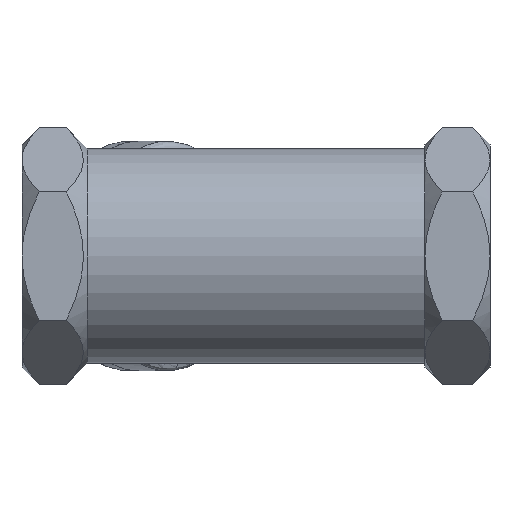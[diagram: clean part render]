
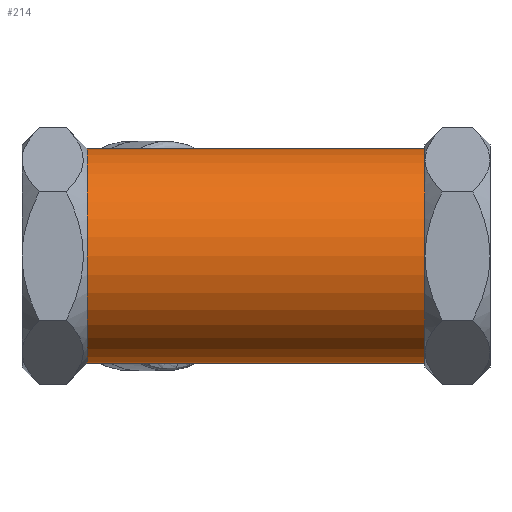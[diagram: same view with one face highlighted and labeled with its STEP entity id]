
A CAD part, front view. The second image highlights one B-rep face of the part: STEP entity #214.
In plain terms, the highlighted cylindrical face has radius 22.75 mm (diameter 45.5 mm), a partial arc.
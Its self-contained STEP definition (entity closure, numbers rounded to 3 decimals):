
#194 = VERTEX_POINT ( 'NONE', #1333 ) ;
#197 = VERTEX_POINT ( 'NONE', #1331 ) ;
#198 = EDGE_CURVE ( 'NONE', #197, #3905, #1354, .T. ) ;
#201 = EDGE_CURVE ( 'NONE', #197, #194, #1350, .T. ) ;
#212 = EDGE_CURVE ( 'NONE', #3905, #3899, #1420, .T. ) ;
#214 = ADVANCED_FACE ( 'NONE', ( #1412 ), #1410, .T. ) ;
#215 = EDGE_CURVE ( 'NONE', #3949, #275, #1405, .T. ) ;
#216 = ORIENTED_EDGE ( 'NONE', *, *, #201, .F. ) ;
#218 = ORIENTED_EDGE ( 'NONE', *, *, #212, .T. ) ;
#225 = EDGE_LOOP ( 'NONE', ( #216, #358, #218, #226, #227, #359 ) ) ;
#226 = ORIENTED_EDGE ( 'NONE', *, *, #357, .T. ) ;
#227 = ORIENTED_EDGE ( 'NONE', *, *, #215, .F. ) ;
#275 = VERTEX_POINT ( 'NONE', #1581 ) ;
#357 = EDGE_CURVE ( 'NONE', #3899, #275, #1773, .T. ) ;
#358 = ORIENTED_EDGE ( 'NONE', *, *, #198, .T. ) ;
#359 = ORIENTED_EDGE ( 'NONE', *, *, #3937, .F. ) ;
#1330 = CARTESIAN_POINT ( 'NONE',  ( -52.33, 0., 0. ) ) ;
#1331 = CARTESIAN_POINT ( 'NONE',  ( -52.33, 0., 22.75 ) ) ;
#1333 = CARTESIAN_POINT ( 'NONE',  ( 0., 0., 22.75 ) ) ;
#1347 = DIRECTION ( 'NONE',  ( 1., 0., 0. ) ) ;
#1348 = VECTOR ( 'NONE', #1347, 1000. ) ;
#1349 = CARTESIAN_POINT ( 'NONE',  ( -52.33, 0., 22.75 ) ) ;
#1350 = LINE ( 'NONE', #1349, #1348 ) ;
#1351 = DIRECTION ( 'NONE',  ( 0., 0., -1. ) ) ;
#1352 = DIRECTION ( 'NONE',  ( 1., 0., 0. ) ) ;
#1353 = AXIS2_PLACEMENT_3D ( 'NONE', #1330, #1352, #1351 ) ;
#1354 = CIRCLE ( 'NONE', #1353, 22.75 ) ;
#1402 = DIRECTION ( 'NONE',  ( 0., 0., -1. ) ) ;
#1403 = DIRECTION ( 'NONE',  ( 1., 0., 0. ) ) ;
#1404 = AXIS2_PLACEMENT_3D ( 'NONE', #1411, #1403, #1402 ) ;
#1405 = CIRCLE ( 'NONE', #1404, 22.75 ) ;
#1406 = DIRECTION ( 'NONE',  ( 0., 0., -1. ) ) ;
#1407 = DIRECTION ( 'NONE',  ( 1., 0., 0. ) ) ;
#1408 = CARTESIAN_POINT ( 'NONE',  ( -52.33, 0., 0. ) ) ;
#1409 = AXIS2_PLACEMENT_3D ( 'NONE', #1408, #1407, #1406 ) ;
#1410 = CYLINDRICAL_SURFACE ( 'NONE', #1409, 22.75 ) ;
#1411 = CARTESIAN_POINT ( 'NONE',  ( 19.17, 0., 0. ) ) ;
#1412 = FACE_OUTER_BOUND ( 'NONE', #225, .T. ) ;
#1413 = DIRECTION ( 'NONE',  ( 1., 0., 0. ) ) ;
#1414 = VECTOR ( 'NONE', #1413, 1000. ) ;
#1415 = CARTESIAN_POINT ( 'NONE',  ( -52.33, 0., -22.75 ) ) ;
#1420 = LINE ( 'NONE', #1415, #1414 ) ;
#1581 = CARTESIAN_POINT ( 'NONE',  ( 19.17, 0., -22.75 ) ) ;
#1770 = DIRECTION ( 'NONE',  ( 1., 0., 0. ) ) ;
#1771 = VECTOR ( 'NONE', #1770, 1000. ) ;
#1772 = CARTESIAN_POINT ( 'NONE',  ( -52.33, 0., -22.75 ) ) ;
#1773 = LINE ( 'NONE', #1772, #1771 ) ;
#3715 = CARTESIAN_POINT ( 'NONE',  ( 0., 0., -22.75 ) ) ;
#3749 = CARTESIAN_POINT ( 'NONE',  ( -52.33, 0., -22.75 ) ) ;
#3844 = DIRECTION ( 'NONE',  ( 1., 0., 0. ) ) ;
#3845 = VECTOR ( 'NONE', #3844, 1000. ) ;
#3846 = CARTESIAN_POINT ( 'NONE',  ( -52.33, 0., 22.75 ) ) ;
#3847 = LINE ( 'NONE', #3846, #3845 ) ;
#3853 = CARTESIAN_POINT ( 'NONE',  ( 19.17, 0., 22.75 ) ) ;
#3899 = VERTEX_POINT ( 'NONE', #3715 ) ;
#3905 = VERTEX_POINT ( 'NONE', #3749 ) ;
#3937 = EDGE_CURVE ( 'NONE', #194, #3949, #3847, .T. ) ;
#3949 = VERTEX_POINT ( 'NONE', #3853 ) ;
